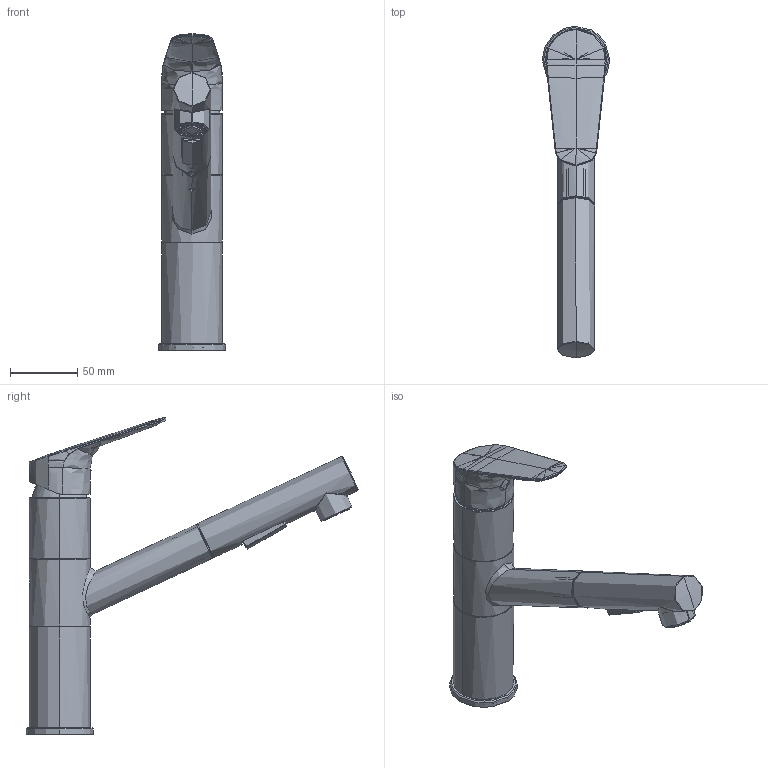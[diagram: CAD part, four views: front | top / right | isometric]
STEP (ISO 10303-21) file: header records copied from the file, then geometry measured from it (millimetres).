
FILE_DESCRIPTION(/* description */ (''),/* implementation_level */ '2;1');
FILE_NAME(/* name */ 'STEP - 9L252700CP_2267347',/* time_stamp */ '2024-11-21T12:25:26+11:00',/* author */ (''),/* organization */ (''),/* preprocessor_version */ 'ST-DEVELOPER v16.5',/* originating_system */ 'Rhino 7.37',/* authorisation */ '');
FILE_SCHEMA (('AUTOMOTIVE_DESIGN'));
Length unit declared in the file: millimetre
Products named in the file (21): Document; 9L252700CP_ASM; 5N0C0080CP6; 5D0M0199PL; 5F0009600CP0; 5L0209200PL0; 5L0P0036CP1; 5T0F0149NT45; 5C0131200CP0A0_ASM; 5C0131200CP0; 5R9012600PL03; 5L0P0120CP2; 5T1032200NT010; 5D0M016101PL0; 5Y0397600CP0A0_ASM; 5A0105900CP0; 53001506PL; 5A0106000CP6; 5T0183500NT0; 5L0232800CP0; 5R0R0004PL
Assembly tree (21 placements, depth 4):
  Document
    9L252700CP_ASM
      5N0C0080CP6
      5D0M0199PL
      5F0009600CP0
      5L0209200PL0
      5L0P0036CP1
      5T0F0149NT45
      5C0131200CP0A0_ASM
        5C0131200CP0
      5R9012600PL03
      5L0P0120CP2
      5T1032200NT010
      5D0M016101PL0
      5Y0397600CP0A0_ASM
        5A0105900CP0
        53001506PL  x2
        5A0106000CP6
        5T0183500NT0
        5L0232800CP0
        5R0R0004PL
Bounding box: 50 x 246.12 x 234.75 mm (x, y, z)
Volume: 200876.1 mm3; surface area: 148991 mm2
Topology: 36 solids, 37 shells, 2133 faces, 5640 edges, 3636 vertices
Faces by surface type: plane 808, bspline 771, cylinder 554
Entity records: 94660 total; most frequent: CARTESIAN_POINT 58339, ORIENTED_EDGE 11154, EDGE_CURVE 5580, B_SPLINE_CURVE_WITH_KNOTS 4133, VERTEX_POINT 3628, EDGE_LOOP 2333, ADVANCED_FACE 2127, FACE_OUTER_BOUND 2127
